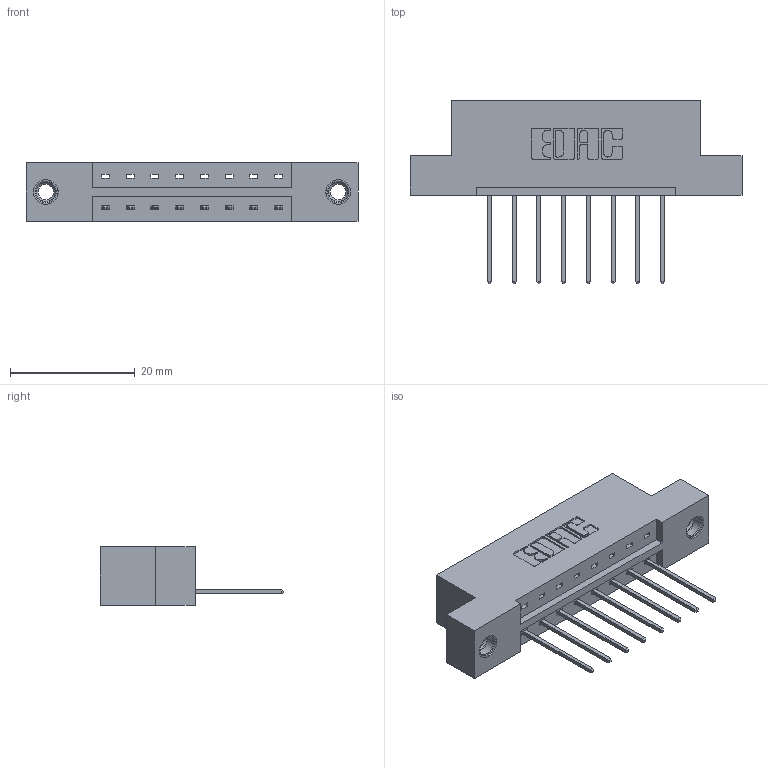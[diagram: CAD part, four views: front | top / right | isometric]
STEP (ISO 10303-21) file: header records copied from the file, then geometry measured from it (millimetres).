
FILE_DESCRIPTION (( 'STEP AP203' ), '1' );
FILE_NAME ('333-008-540-107.STEP', '2018-07-31T22:03:24', ( '' ), ( '' ), 'SwSTEP 2.0', 'SolidWorks 2016', '' );
FILE_SCHEMA (( 'CONFIG_CONTROL_DESIGN' ));
Length unit declared in the file: inch
Products named in the file (4): 345-292-001_345-293-140; 345-250-001_345-250-005-103; 333-008-540-107; 333 Part_Flush - .156 Dia - TI
Assembly tree (11 placements, depth 2):
  333-008-540-107
    333 Part_Flush - .156 Dia - TI
    345-292-001_345-293-140  x8
    345-250-001_345-250-005-103  x2
Bounding box: 53.24 x 29.47 x 9.4 mm (x, y, z)
Volume: 5062.2 mm3; surface area: 5373 mm2
Topology: 11 solids, 11 shells, 638 faces, 1855 edges, 1218 vertices
Faces by surface type: plane 438, cylinder 184, cone 12, torus 4
Entity records: 10492 total; most frequent: CARTESIAN_POINT 1797, ORIENTED_EDGE 1734, DIRECTION 1617, EDGE_CURVE 867, LINE 719, VECTOR 719, VERTEX_POINT 572, AXIS2_PLACEMENT_3D 449
